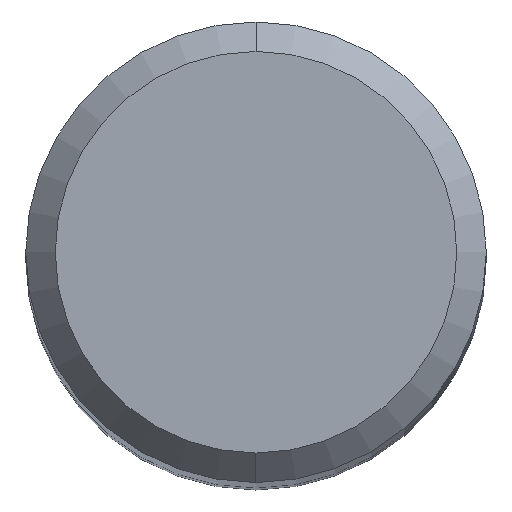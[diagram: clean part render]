
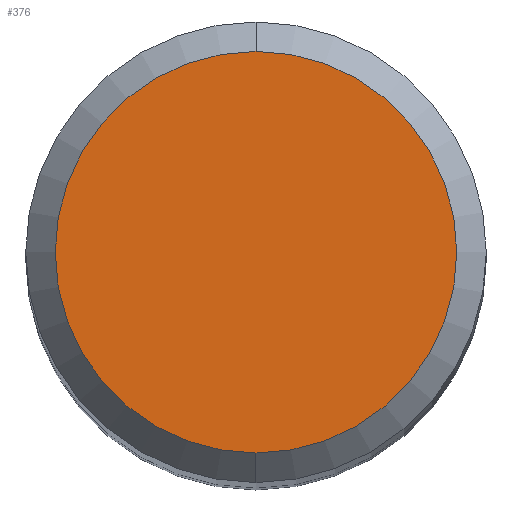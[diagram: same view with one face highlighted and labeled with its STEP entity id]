
A CAD part, top view. The second image highlights one B-rep face of the part: STEP entity #376.
In plain terms, the highlighted planar face has unit normal (0, 0, 1).
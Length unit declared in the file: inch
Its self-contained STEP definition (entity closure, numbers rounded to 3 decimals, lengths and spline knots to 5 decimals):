
#11 = EDGE_CURVE ( 'NONE', #413, #173, #190, .T. ) ;
#13 = DIRECTION ( 'NONE',  ( 0., 0., -1. ) ) ;
#78 = AXIS2_PLACEMENT_3D ( 'NONE', #205, #13, #142 ) ;
#87 = CARTESIAN_POINT ( 'NONE',  ( 0., 0.13625, 0. ) ) ;
#93 = AXIS2_PLACEMENT_3D ( 'NONE', #418, #352, #405 ) ;
#104 = CIRCLE ( 'NONE', #218, 0.13625 ) ;
#131 = EDGE_LOOP ( 'NONE', ( #412, #220 ) ) ;
#142 = DIRECTION ( 'NONE',  ( 0., 1., 0. ) ) ;
#157 = CARTESIAN_POINT ( 'NONE',  ( 0., -0.13625, 0. ) ) ;
#173 = VERTEX_POINT ( 'NONE', #87 ) ;
#178 = PLANE ( 'NONE',  #78 ) ;
#190 = CIRCLE ( 'NONE', #93, 0.13625 ) ;
#195 = DIRECTION ( 'NONE',  ( 0., -1., 0. ) ) ;
#205 = CARTESIAN_POINT ( 'NONE',  ( 0., 0.13625, 0. ) ) ;
#218 = AXIS2_PLACEMENT_3D ( 'NONE', #357, #389, #195 ) ;
#220 = ORIENTED_EDGE ( 'NONE', *, *, #11, .T. ) ;
#239 = FACE_OUTER_BOUND ( 'NONE', #131, .T. ) ;
#255 = EDGE_CURVE ( 'NONE', #173, #413, #104, .T. ) ;
#352 = DIRECTION ( 'NONE',  ( 0., 0., 1. ) ) ;
#357 = CARTESIAN_POINT ( 'NONE',  ( 0., 0., 0. ) ) ;
#376 = ADVANCED_FACE ( 'NONE', ( #239 ), #178, .F. ) ;
#389 = DIRECTION ( 'NONE',  ( 0., 0., 1. ) ) ;
#405 = DIRECTION ( 'NONE',  ( 0., -1., 0. ) ) ;
#412 = ORIENTED_EDGE ( 'NONE', *, *, #255, .T. ) ;
#413 = VERTEX_POINT ( 'NONE', #157 ) ;
#418 = CARTESIAN_POINT ( 'NONE',  ( 0., 0., 0. ) ) ;
